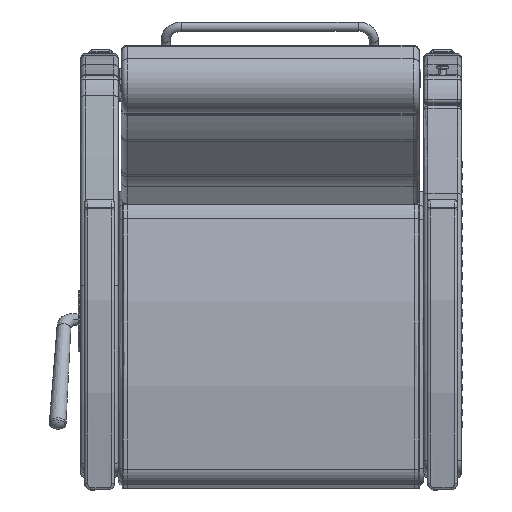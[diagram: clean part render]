
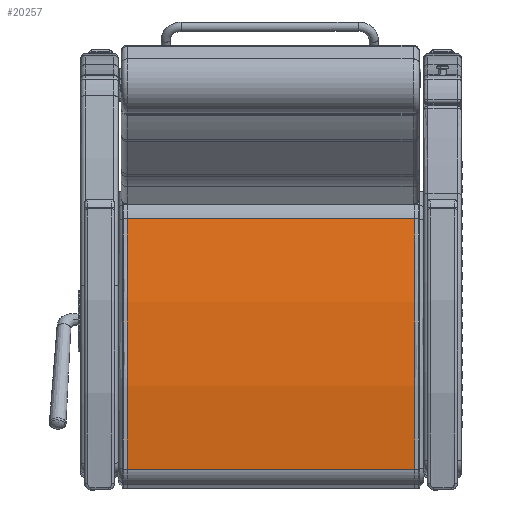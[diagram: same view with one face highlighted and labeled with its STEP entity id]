
A CAD part, front view. The second image highlights one B-rep face of the part: STEP entity #20257.
In plain terms, the highlighted free-form (B-spline) face has degree [1, 2] with [2, 3] control points.
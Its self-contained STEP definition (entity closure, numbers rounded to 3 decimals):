
#681=(
BOUNDED_SURFACE()
B_SPLINE_SURFACE(1,2,((#31466,#31467,#31468),(#31469,#31470,#31471)),
 .UNSPECIFIED.,.F.,.F.,.F.)
B_SPLINE_SURFACE_WITH_KNOTS((2,2),(3,3),(-0.193,0.193),
(1.362,1.699),.UNSPECIFIED.)
GEOMETRIC_REPRESENTATION_ITEM()
RATIONAL_B_SPLINE_SURFACE(((1.,0.986,1.),(1.,0.986,
1.)))
REPRESENTATION_ITEM('')
SURFACE()
);
#729=ELLIPSE('',#21776,60.054,60.);
#741=ELLIPSE('',#21818,60.054,60.);
#2248=FACE_OUTER_BOUND('',#3441,.T.);
#3441=EDGE_LOOP('',(#14410,#14411,#14412,#14413));
#4775=LINE('',#31465,#6220);
#4776=LINE('',#31472,#6221);
#6220=VECTOR('',#24533,0.394);
#6221=VECTOR('',#24534,0.394);
#8757=VERTEX_POINT('',#30638);
#8758=VERTEX_POINT('',#30661);
#8798=VERTEX_POINT('',#30878);
#8799=VERTEX_POINT('',#30901);
#10948=EDGE_CURVE('',#8758,#8757,#729,.T.);
#11007=EDGE_CURVE('',#8799,#8798,#741,.T.);
#11087=EDGE_CURVE('',#8757,#8799,#4775,.T.);
#11088=EDGE_CURVE('',#8758,#8798,#4776,.T.);
#14410=ORIENTED_EDGE('',*,*,#10948,.F.);
#14411=ORIENTED_EDGE('',*,*,#11088,.T.);
#14412=ORIENTED_EDGE('',*,*,#11007,.F.);
#14413=ORIENTED_EDGE('',*,*,#11087,.F.);
#20257=ADVANCED_FACE('',(#2248),#681,.F.);
#21776=AXIS2_PLACEMENT_3D('',#30663,#24286,#24287);
#21818=AXIS2_PLACEMENT_3D('',#30903,#24395,#24396);
#24286=DIRECTION('center_axis',(0.,0.,-1.));
#24287=DIRECTION('ref_axis',(1.,0.,0.));
#24395=DIRECTION('center_axis',(0.,0.,1.));
#24396=DIRECTION('ref_axis',(1.,0.,0.));
#24533=DIRECTION('',(0.,0.,1.));
#24534=DIRECTION('',(0.,0.,1.));
#30638=CARTESIAN_POINT('',(10.111,0.445,-11.563));
#30661=CARTESIAN_POINT('',(-10.045,1.256,-11.563));
#30663=CARTESIAN_POINT('Origin',(-2.35,-58.249,-11.563));
#30878=CARTESIAN_POINT('',(-10.045,1.256,11.563));
#30901=CARTESIAN_POINT('',(10.111,0.445,11.563));
#30903=CARTESIAN_POINT('Origin',(-2.35,-58.249,11.563));
#31465=CARTESIAN_POINT('',(10.111,0.445,0.));
#31466=CARTESIAN_POINT('Ctrl Pts',(10.111,0.445,-11.563));
#31467=CARTESIAN_POINT('Ctrl Pts',(0.103,2.566,-11.563));
#31468=CARTESIAN_POINT('Ctrl Pts',(-10.045,1.256,-11.563));
#31469=CARTESIAN_POINT('Ctrl Pts',(10.111,0.445,11.563));
#31470=CARTESIAN_POINT('Ctrl Pts',(0.103,2.566,11.563));
#31471=CARTESIAN_POINT('Ctrl Pts',(-10.045,1.256,11.563));
#31472=CARTESIAN_POINT('',(-10.045,1.256,0.));
